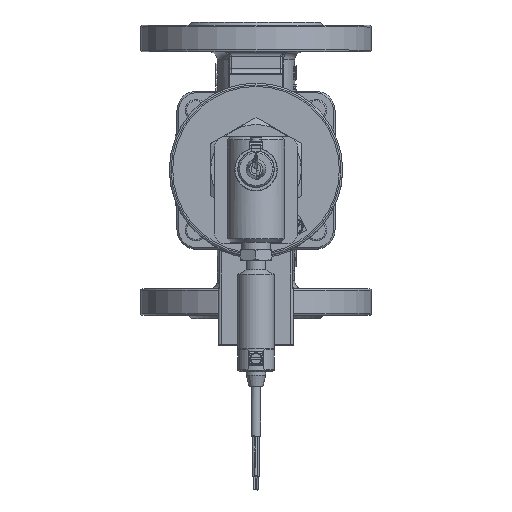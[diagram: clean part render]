
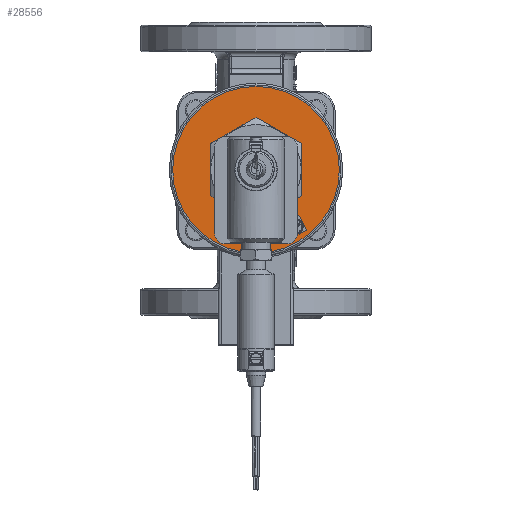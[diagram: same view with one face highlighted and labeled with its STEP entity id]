
A CAD part, top view. The second image highlights one B-rep face of the part: STEP entity #28556.
In plain terms, the highlighted planar face has unit normal (0, 0, 1).
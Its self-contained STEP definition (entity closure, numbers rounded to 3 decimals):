
#2446=FACE_BOUND('',#4726,.T.);
#2447=FACE_BOUND('',#4727,.T.);
#3019=FACE_OUTER_BOUND('',#4725,.T.);
#4725=EDGE_LOOP('',(#18528));
#4726=EDGE_LOOP('',(#18529,#18530,#18531,#18532,#18533,#18534,#18535,#18536));
#4727=EDGE_LOOP('',(#18537,#18538,#18539,#18540,#18541,#18542,#18543,#18544,
#18545,#18546,#18547,#18548));
#6603=CIRCLE('',#30377,50.58);
#6604=CIRCLE('',#30378,30.237);
#6605=CIRCLE('',#30379,30.237);
#6606=CIRCLE('',#30380,30.237);
#6607=CIRCLE('',#30381,30.237);
#6608=CIRCLE('',#30382,30.237);
#6609=CIRCLE('',#30383,30.237);
#7554=LINE('',#40705,#9232);
#7555=LINE('',#40707,#9233);
#7556=LINE('',#40709,#9234);
#7557=LINE('',#40711,#9235);
#7558=LINE('',#40713,#9236);
#7559=LINE('',#40715,#9237);
#7560=LINE('',#40717,#9238);
#7561=LINE('',#40718,#9239);
#7562=LINE('',#40723,#9240);
#7563=LINE('',#40727,#9241);
#7564=LINE('',#40731,#9242);
#7565=LINE('',#40735,#9243);
#7566=LINE('',#40739,#9244);
#7567=LINE('',#40742,#9245);
#9232=VECTOR('',#33080,9.);
#9233=VECTOR('',#33081,0.707);
#9234=VECTOR('',#33082,9.);
#9235=VECTOR('',#33083,0.707);
#9236=VECTOR('',#33084,9.);
#9237=VECTOR('',#33085,0.707);
#9238=VECTOR('',#33086,9.);
#9239=VECTOR('',#33087,0.707);
#9240=VECTOR('',#33090,25.309);
#9241=VECTOR('',#33093,25.309);
#9242=VECTOR('',#33096,25.14);
#9243=VECTOR('',#33099,24.97);
#9244=VECTOR('',#33102,24.97);
#9245=VECTOR('',#33105,25.14);
#11042=VERTEX_POINT('',#40701);
#11043=VERTEX_POINT('',#40703);
#11044=VERTEX_POINT('',#40704);
#11045=VERTEX_POINT('',#40706);
#11046=VERTEX_POINT('',#40708);
#11047=VERTEX_POINT('',#40710);
#11048=VERTEX_POINT('',#40712);
#11049=VERTEX_POINT('',#40714);
#11050=VERTEX_POINT('',#40716);
#11051=VERTEX_POINT('',#40719);
#11052=VERTEX_POINT('',#40720);
#11053=VERTEX_POINT('',#40722);
#11054=VERTEX_POINT('',#40724);
#11055=VERTEX_POINT('',#40726);
#11056=VERTEX_POINT('',#40728);
#11057=VERTEX_POINT('',#40730);
#11058=VERTEX_POINT('',#40732);
#11059=VERTEX_POINT('',#40734);
#11060=VERTEX_POINT('',#40736);
#11061=VERTEX_POINT('',#40738);
#11062=VERTEX_POINT('',#40740);
#13926=EDGE_CURVE('',#11042,#11042,#6603,.T.);
#13927=EDGE_CURVE('',#11043,#11044,#7554,.T.);
#13928=EDGE_CURVE('',#11045,#11044,#7555,.T.);
#13929=EDGE_CURVE('',#11045,#11046,#7556,.T.);
#13930=EDGE_CURVE('',#11047,#11046,#7557,.T.);
#13931=EDGE_CURVE('',#11047,#11048,#7558,.T.);
#13932=EDGE_CURVE('',#11049,#11048,#7559,.T.);
#13933=EDGE_CURVE('',#11049,#11050,#7560,.T.);
#13934=EDGE_CURVE('',#11043,#11050,#7561,.T.);
#13935=EDGE_CURVE('',#11051,#11052,#6604,.T.);
#13936=EDGE_CURVE('',#11053,#11051,#7562,.T.);
#13937=EDGE_CURVE('',#11054,#11053,#6605,.T.);
#13938=EDGE_CURVE('',#11055,#11054,#7563,.T.);
#13939=EDGE_CURVE('',#11056,#11055,#6606,.T.);
#13940=EDGE_CURVE('',#11057,#11056,#7564,.T.);
#13941=EDGE_CURVE('',#11058,#11057,#6607,.T.);
#13942=EDGE_CURVE('',#11059,#11058,#7565,.T.);
#13943=EDGE_CURVE('',#11060,#11059,#6608,.T.);
#13944=EDGE_CURVE('',#11061,#11060,#7566,.T.);
#13945=EDGE_CURVE('',#11062,#11061,#6609,.T.);
#13946=EDGE_CURVE('',#11052,#11062,#7567,.T.);
#18528=ORIENTED_EDGE('',*,*,#13926,.T.);
#18529=ORIENTED_EDGE('',*,*,#13927,.T.);
#18530=ORIENTED_EDGE('',*,*,#13928,.F.);
#18531=ORIENTED_EDGE('',*,*,#13929,.T.);
#18532=ORIENTED_EDGE('',*,*,#13930,.F.);
#18533=ORIENTED_EDGE('',*,*,#13931,.T.);
#18534=ORIENTED_EDGE('',*,*,#13932,.F.);
#18535=ORIENTED_EDGE('',*,*,#13933,.T.);
#18536=ORIENTED_EDGE('',*,*,#13934,.F.);
#18537=ORIENTED_EDGE('',*,*,#13935,.F.);
#18538=ORIENTED_EDGE('',*,*,#13936,.F.);
#18539=ORIENTED_EDGE('',*,*,#13937,.F.);
#18540=ORIENTED_EDGE('',*,*,#13938,.F.);
#18541=ORIENTED_EDGE('',*,*,#13939,.F.);
#18542=ORIENTED_EDGE('',*,*,#13940,.F.);
#18543=ORIENTED_EDGE('',*,*,#13941,.F.);
#18544=ORIENTED_EDGE('',*,*,#13942,.F.);
#18545=ORIENTED_EDGE('',*,*,#13943,.F.);
#18546=ORIENTED_EDGE('',*,*,#13944,.F.);
#18547=ORIENTED_EDGE('',*,*,#13945,.F.);
#18548=ORIENTED_EDGE('',*,*,#13946,.F.);
#26075=PLANE('',#30376);
#28556=ADVANCED_FACE('',(#3019,#2446,#2447),#26075,.T.);
#30376=AXIS2_PLACEMENT_3D('',#40700,#33076,#33077);
#30377=AXIS2_PLACEMENT_3D('',#40702,#33078,#33079);
#30378=AXIS2_PLACEMENT_3D('',#40721,#33088,#33089);
#30379=AXIS2_PLACEMENT_3D('',#40725,#33091,#33092);
#30380=AXIS2_PLACEMENT_3D('',#40729,#33094,#33095);
#30381=AXIS2_PLACEMENT_3D('',#40733,#33097,#33098);
#30382=AXIS2_PLACEMENT_3D('',#40737,#33100,#33101);
#30383=AXIS2_PLACEMENT_3D('',#40741,#33103,#33104);
#33076=DIRECTION('center_axis',(0.,0.,
1.));
#33077=DIRECTION('ref_axis',(0.,1.,0.));
#33078=DIRECTION('center_axis',(0.,0.,
1.));
#33079=DIRECTION('ref_axis',(0.,-1.,0.));
#33080=DIRECTION('',(-0.886,-0.464,0.));
#33081=DIRECTION('',(0.954,-0.298,0.));
#33082=DIRECTION('',(-0.464,0.886,0.));
#33083=DIRECTION('',(-0.298,-0.954,0.));
#33084=DIRECTION('',(0.886,0.464,0.));
#33085=DIRECTION('',(-0.954,0.298,0.));
#33086=DIRECTION('',(0.464,-0.886,0.));
#33087=DIRECTION('',(0.298,0.954,0.));
#33088=DIRECTION('center_axis',(0.,0.,
1.));
#33089=DIRECTION('ref_axis',(1.,0.,0.));
#33090=DIRECTION('',(0.866,0.5,0.));
#33091=DIRECTION('center_axis',(0.,0.,
1.));
#33092=DIRECTION('ref_axis',(1.,0.,0.));
#33093=DIRECTION('',(0.866,-0.5,0.));
#33094=DIRECTION('center_axis',(0.,0.,
1.));
#33095=DIRECTION('ref_axis',(1.,0.,0.));
#33096=DIRECTION('',(0.,-1.,0.));
#33097=DIRECTION('center_axis',(0.,0.,
1.));
#33098=DIRECTION('ref_axis',(1.,0.,0.));
#33099=DIRECTION('',(-0.866,-0.5,0.));
#33100=DIRECTION('center_axis',(0.,0.,
1.));
#33101=DIRECTION('ref_axis',(1.,0.,0.));
#33102=DIRECTION('',(-0.866,0.5,0.));
#33103=DIRECTION('center_axis',(0.,0.,
1.));
#33104=DIRECTION('ref_axis',(1.,0.,0.));
#33105=DIRECTION('',(0.,1.,0.));
#40700=CARTESIAN_POINT('Origin',(-20.92,0.,
206.68));
#40701=CARTESIAN_POINT('',(-50.58,0.,206.68));
#40702=CARTESIAN_POINT('Origin',(0.,0.,
206.68));
#40703=CARTESIAN_POINT('',(30.397,-36.745,206.68));
#40704=CARTESIAN_POINT('',(22.424,-40.922,206.68));
#40705=CARTESIAN_POINT('',(30.84,-36.513,206.68));
#40706=CARTESIAN_POINT('',(21.749,-40.711,206.68));
#40707=CARTESIAN_POINT('',(22.087,-40.816,206.68));
#40708=CARTESIAN_POINT('',(17.573,-32.739,206.68));
#40709=CARTESIAN_POINT('',(21.981,-41.154,206.68));
#40710=CARTESIAN_POINT('',(17.784,-32.064,206.68));
#40711=CARTESIAN_POINT('',(17.678,-32.401,206.68));
#40712=CARTESIAN_POINT('',(25.756,-27.887,206.68));
#40713=CARTESIAN_POINT('',(17.341,-32.296,206.68));
#40714=CARTESIAN_POINT('',(26.431,-28.098,206.68));
#40715=CARTESIAN_POINT('',(26.094,-27.993,206.68));
#40716=CARTESIAN_POINT('',(30.607,-36.07,206.68));
#40717=CARTESIAN_POINT('',(26.199,-27.655,206.68));
#40718=CARTESIAN_POINT('',(30.502,-36.408,206.68));
#40719=CARTESIAN_POINT('',(24.69,-17.5,206.68));
#40720=CARTESIAN_POINT('',(27.5,-12.615,206.68));
#40721=CARTESIAN_POINT('Origin',(0.,-0.045,
206.68));
#40722=CARTESIAN_POINT('',(2.772,-30.154,206.68));
#40723=CARTESIAN_POINT('',(12.78,-24.376,206.68));
#40724=CARTESIAN_POINT('',(-2.772,-30.154,206.68));
#40725=CARTESIAN_POINT('Origin',(0.,-0.045,
206.68));
#40726=CARTESIAN_POINT('',(-24.69,-17.5,206.68));
#40727=CARTESIAN_POINT('',(-14.72,-23.256,206.68));
#40728=CARTESIAN_POINT('',(-27.5,-12.615,206.68));
#40729=CARTESIAN_POINT('Origin',(0.,-0.045,
206.68));
#40730=CARTESIAN_POINT('',(-27.5,12.525,206.68));
#40731=CARTESIAN_POINT('',(-27.5,-7.939,206.68));
#40732=CARTESIAN_POINT('',(-24.582,17.562,206.68));
#40733=CARTESIAN_POINT('Origin',(0.,-0.045,
206.68));
#40734=CARTESIAN_POINT('',(-2.957,30.047,206.68));
#40735=CARTESIAN_POINT('',(-28.47,15.317,206.68));
#40736=CARTESIAN_POINT('',(2.957,30.047,206.68));
#40737=CARTESIAN_POINT('Origin',(0.,-0.045,
206.68));
#40738=CARTESIAN_POINT('',(24.582,17.562,206.68));
#40739=CARTESIAN_POINT('',(-0.97,32.314,206.68));
#40740=CARTESIAN_POINT('',(27.5,12.525,206.68));
#40741=CARTESIAN_POINT('Origin',(0.,-0.045,
206.68));
#40742=CARTESIAN_POINT('',(27.5,7.939,206.68));
